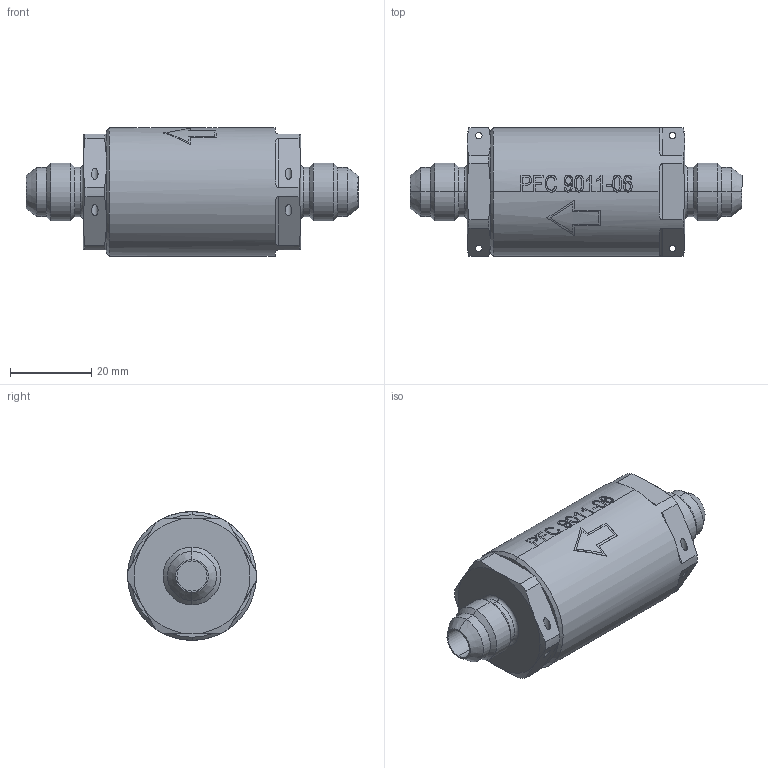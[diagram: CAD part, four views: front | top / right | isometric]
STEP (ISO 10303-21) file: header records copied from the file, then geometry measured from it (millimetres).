
FILE_DESCRIPTION (( 'STEP AP214' ), '1' );
FILE_NAME ('09011006_AS4395(SS).STEP', '2015-06-30T20:10:43', ( '' ), ( '' ), 'SwSTEP 2.0', 'SolidWorks 2015', '' );
FILE_SCHEMA (( 'AUTOMOTIVE_DESIGN' ));
Length unit declared in the file: millimetre
Products named in the file (3): 09011060_AS4395(BODY); 09011006_AS4395(SS); 09011065_AS4395(ADAPTER)
Assembly tree (2 placements, depth 2):
  09011006_AS4395(SS)
    09011065_AS4395(ADAPTER)
    09011060_AS4395(BODY)
Bounding box: 81.92 x 31.75 x 31.75 mm (x, y, z)
Volume: 44179 mm3; surface area: 12341 mm2
Topology: 2 solids, 2 shells, 251 faces, 631 edges, 398 vertices
Faces by surface type: plane 79, cylinder 63, bspline 61, cone 38, torus 10
Entity records: 10947 total; most frequent: CARTESIAN_POINT 5316, ORIENTED_EDGE 1262, DIRECTION 977, EDGE_CURVE 631, VERTEX_POINT 398, AXIS2_PLACEMENT_3D 363, EDGE_LOOP 273, ADVANCED_FACE 251
